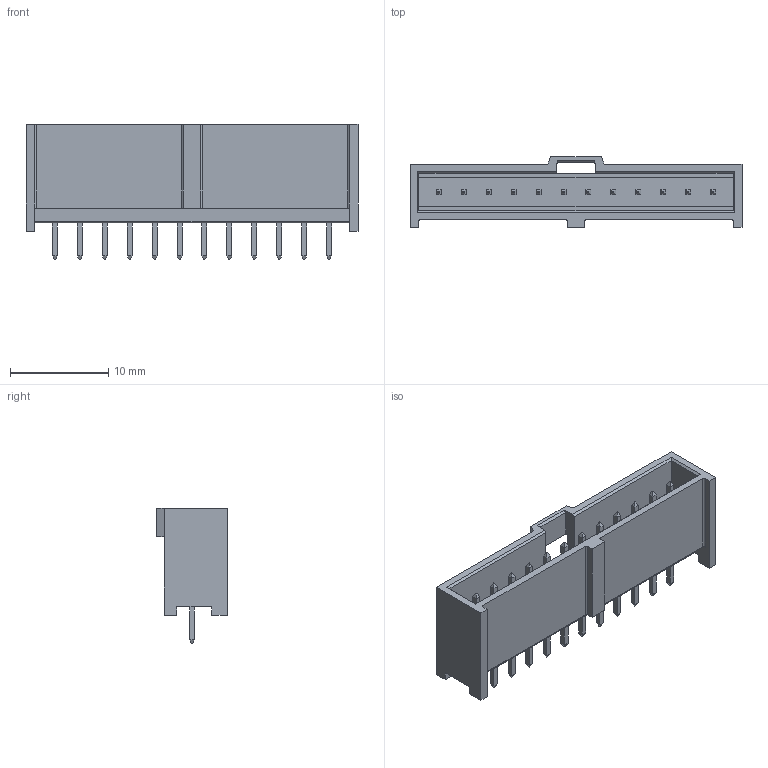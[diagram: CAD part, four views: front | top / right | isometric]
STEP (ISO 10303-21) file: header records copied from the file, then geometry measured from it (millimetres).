
FILE_DESCRIPTION((''),'2;1');
FILE_NAME('MOLEX_90136-1212.stp','2011-09-01T11:57:59',(''),(''),'Mechanical Desktop 2011','Mechanical Desktop 2011',', , ');
FILE_SCHEMA(('AUTOMOTIVE_DESIGN { 1 2 10303 214 1 1 1 1 }'));
Length unit declared in the file: millimetre
Products named in the file (1): Product
Bounding box: 33.83 x 7.21 x 13.8 mm (x, y, z)
Volume: 895.3 mm3; surface area: 2023 mm2
Topology: 25 solids, 25 shells, 299 faces, 648 edges, 398 vertices
Faces by surface type: plane 151, bspline 144, cylinder 4
Entity records: 7873 total; most frequent: CARTESIAN_POINT 1778, ORIENTED_EDGE 1296, DIRECTION 968, EDGE_CURVE 648, VECTOR 640, LINE 640, VERTEX_POINT 398, EDGE_LOOP 300
